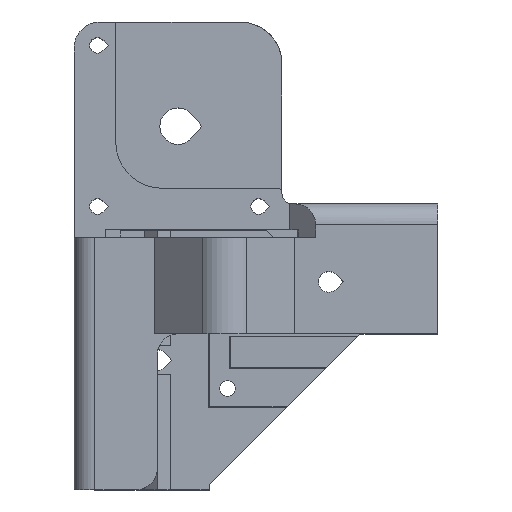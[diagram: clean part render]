
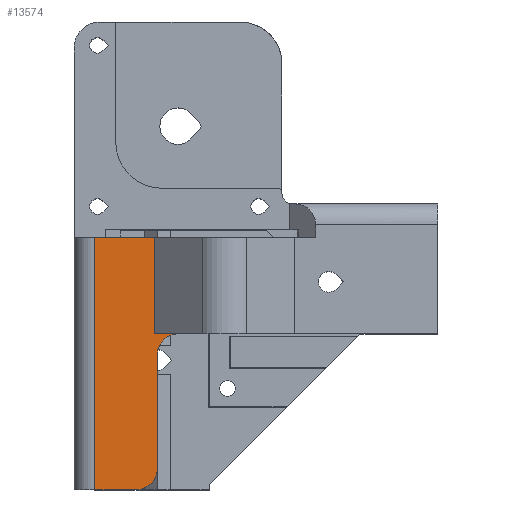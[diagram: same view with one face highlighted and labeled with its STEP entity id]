
A CAD part, top view. The second image highlights one B-rep face of the part: STEP entity #13574.
In plain terms, the highlighted planar face has unit normal (0, 0, 1).
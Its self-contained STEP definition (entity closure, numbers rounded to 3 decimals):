
#1264 = PLANE('',#1265);
#1265 = AXIS2_PLACEMENT_3D('',#1266,#1267,#1268);
#1266 = CARTESIAN_POINT('',(23.196,-40.,-6.966));
#1267 = DIRECTION('',(0.,-1.,0.));
#1268 = DIRECTION('',(-1.,0.,0.));
#1316 = CYLINDRICAL_SURFACE('',#1317,4.);
#1317 = AXIS2_PLACEMENT_3D('',#1318,#1319,#1320);
#1318 = CARTESIAN_POINT('',(0.,-44.,5.));
#1319 = DIRECTION('',(0.,0.,-1.));
#1320 = DIRECTION('',(-1.,-0.,-0.));
#1344 = PLANE('',#1345);
#1345 = AXIS2_PLACEMENT_3D('',#1346,#1347,#1348);
#1346 = CARTESIAN_POINT('',(-4.,-82.086,5.));
#1347 = DIRECTION('',(-1.,-0.,-0.));
#1348 = DIRECTION('',(0.,-1.,0.));
#1373 = CYLINDRICAL_SURFACE('',#1374,4.);
#1374 = AXIS2_PLACEMENT_3D('',#1375,#1376,#1377);
#1375 = CARTESIAN_POINT('',(-8.,-66.,5.));
#1376 = DIRECTION('',(-0.,-0.,-1.));
#1377 = DIRECTION('',(-0.,-1.,-0.));
#1401 = PLANE('',#1402);
#1402 = AXIS2_PLACEMENT_3D('',#1403,#1404,#1405);
#1403 = CARTESIAN_POINT('',(6.,-70.,-25.));
#1404 = DIRECTION('',(0.,1.,0.));
#1405 = DIRECTION('',(1.,0.,0.));
#1452 = PLANE('',#1453);
#1453 = AXIS2_PLACEMENT_3D('',#1454,#1455,#1456);
#1454 = CARTESIAN_POINT('',(3.423,-21.5,4.789));
#1455 = DIRECTION('',(0.,1.,0.));
#1456 = DIRECTION('',(0.,0.,-1.));
#6161 = VERTEX_POINT('',#6162);
#6162 = CARTESIAN_POINT('',(-4.485,-21.5,5.));
#6176 = PLANE('',#6177);
#6177 = AXIS2_PLACEMENT_3D('',#6178,#6179,#6180);
#6178 = CARTESIAN_POINT('',(-7.527,-40.,1.958));
#6179 = DIRECTION('',(-0.707,0.,0.707)
  );
#6180 = DIRECTION('',(-0.707,0.,
    -0.707));
#6188 = EDGE_CURVE('',#6161,#6189,#6191,.T.);
#6189 = VERTEX_POINT('',#6190);
#6190 = CARTESIAN_POINT('',(-16.,-21.5,5.));
#6191 = SURFACE_CURVE('',#6192,(#6196,#6203),.PCURVE_S1.);
#6192 = LINE('',#6193,#6194);
#6193 = CARTESIAN_POINT('',(35.75,-21.5,5.));
#6194 = VECTOR('',#6195,1.);
#6195 = DIRECTION('',(-1.,-0.,-0.));
#6196 = PCURVE('',#1452,#6197);
#6197 = DEFINITIONAL_REPRESENTATION('',(#6198),#6202);
#6198 = LINE('',#6199,#6200);
#6199 = CARTESIAN_POINT('',(-0.211,-32.327));
#6200 = VECTOR('',#6201,1.);
#6201 = DIRECTION('',(-0.,1.));
#6202 = ( GEOMETRIC_REPRESENTATION_CONTEXT(2) 
PARAMETRIC_REPRESENTATION_CONTEXT() REPRESENTATION_CONTEXT('2D SPACE',''
  ) );
#6203 = PCURVE('',#6204,#6209);
#6204 = PLANE('',#6205);
#6205 = AXIS2_PLACEMENT_3D('',#6206,#6207,#6208);
#6206 = CARTESIAN_POINT('',(50.,-15.,5.));
#6207 = DIRECTION('',(-0.,-0.,-1.));
#6208 = DIRECTION('',(-1.,0.,0.));
#6209 = DEFINITIONAL_REPRESENTATION('',(#6210),#6214);
#6210 = LINE('',#6211,#6212);
#6211 = CARTESIAN_POINT('',(14.25,-6.5));
#6212 = VECTOR('',#6213,1.);
#6213 = DIRECTION('',(1.,-0.));
#6214 = ( GEOMETRIC_REPRESENTATION_CONTEXT(2) 
PARAMETRIC_REPRESENTATION_CONTEXT() REPRESENTATION_CONTEXT('2D SPACE',''
  ) );
#6237 = CYLINDRICAL_SURFACE('',#6238,4.);
#6238 = AXIS2_PLACEMENT_3D('',#6239,#6240,#6241);
#6239 = CARTESIAN_POINT('',(-16.,-70.,1.));
#6240 = DIRECTION('',(0.,1.,0.));
#6241 = DIRECTION('',(-1.,-0.,-0.));
#6309 = VERTEX_POINT('',#6310);
#6310 = CARTESIAN_POINT('',(-8.,-70.,5.));
#6331 = EDGE_CURVE('',#6309,#6332,#6334,.T.);
#6332 = VERTEX_POINT('',#6333);
#6333 = CARTESIAN_POINT('',(-16.,-70.,5.));
#6334 = SURFACE_CURVE('',#6335,(#6339,#6346),.PCURVE_S1.);
#6335 = LINE('',#6336,#6337);
#6336 = CARTESIAN_POINT('',(6.,-70.,5.));
#6337 = VECTOR('',#6338,1.);
#6338 = DIRECTION('',(-1.,-0.,-0.));
#6339 = PCURVE('',#1401,#6340);
#6340 = DEFINITIONAL_REPRESENTATION('',(#6341),#6345);
#6341 = LINE('',#6342,#6343);
#6342 = CARTESIAN_POINT('',(-0.,-30.));
#6343 = VECTOR('',#6344,1.);
#6344 = DIRECTION('',(-1.,0.));
#6345 = ( GEOMETRIC_REPRESENTATION_CONTEXT(2) 
PARAMETRIC_REPRESENTATION_CONTEXT() REPRESENTATION_CONTEXT('2D SPACE',''
  ) );
#6346 = PCURVE('',#6204,#6347);
#6347 = DEFINITIONAL_REPRESENTATION('',(#6348),#6352);
#6348 = LINE('',#6349,#6350);
#6349 = CARTESIAN_POINT('',(44.,-55.));
#6350 = VECTOR('',#6351,1.);
#6351 = DIRECTION('',(1.,-0.));
#6352 = ( GEOMETRIC_REPRESENTATION_CONTEXT(2) 
PARAMETRIC_REPRESENTATION_CONTEXT() REPRESENTATION_CONTEXT('2D SPACE',''
  ) );
#6603 = EDGE_CURVE('',#6309,#6604,#6606,.T.);
#6604 = VERTEX_POINT('',#6605);
#6605 = CARTESIAN_POINT('',(-4.,-66.,5.));
#6606 = SURFACE_CURVE('',#6607,(#6612,#6619),.PCURVE_S1.);
#6607 = CIRCLE('',#6608,4.);
#6608 = AXIS2_PLACEMENT_3D('',#6609,#6610,#6611);
#6609 = CARTESIAN_POINT('',(-8.,-66.,5.));
#6610 = DIRECTION('',(0.,0.,1.));
#6611 = DIRECTION('',(0.,1.,0.));
#6612 = PCURVE('',#1373,#6613);
#6613 = DEFINITIONAL_REPRESENTATION('',(#6614),#6618);
#6614 = LINE('',#6615,#6616);
#6615 = CARTESIAN_POINT('',(3.142,-0.));
#6616 = VECTOR('',#6617,1.);
#6617 = DIRECTION('',(-1.,0.));
#6618 = ( GEOMETRIC_REPRESENTATION_CONTEXT(2) 
PARAMETRIC_REPRESENTATION_CONTEXT() REPRESENTATION_CONTEXT('2D SPACE',''
  ) );
#6619 = PCURVE('',#6204,#6620);
#6620 = DEFINITIONAL_REPRESENTATION('',(#6621),#6629);
#6621 = ( BOUNDED_CURVE() B_SPLINE_CURVE(2,(#6622,#6623,#6624,#6625,
#6626,#6627,#6628),.UNSPECIFIED.,.F.,.F.) B_SPLINE_CURVE_WITH_KNOTS((1,2
    ,2,2,2,1),(-2.094,0.,2.094,4.189,
6.283,8.378),.UNSPECIFIED.) CURVE() 
GEOMETRIC_REPRESENTATION_ITEM() RATIONAL_B_SPLINE_CURVE((1.,0.5,1.,0.5,
1.,0.5,1.)) REPRESENTATION_ITEM('') );
#6622 = CARTESIAN_POINT('',(58.,-47.));
#6623 = CARTESIAN_POINT('',(64.928,-47.));
#6624 = CARTESIAN_POINT('',(61.464,-53.));
#6625 = CARTESIAN_POINT('',(58.,-59.));
#6626 = CARTESIAN_POINT('',(54.536,-53.));
#6627 = CARTESIAN_POINT('',(51.072,-47.));
#6628 = CARTESIAN_POINT('',(58.,-47.));
#6629 = ( GEOMETRIC_REPRESENTATION_CONTEXT(2) 
PARAMETRIC_REPRESENTATION_CONTEXT() REPRESENTATION_CONTEXT('2D SPACE',''
  ) );
#6656 = EDGE_CURVE('',#6604,#6657,#6659,.T.);
#6657 = VERTEX_POINT('',#6658);
#6658 = CARTESIAN_POINT('',(-4.,-44.,5.));
#6659 = SURFACE_CURVE('',#6660,(#6664,#6671),.PCURVE_S1.);
#6660 = LINE('',#6661,#6662);
#6661 = CARTESIAN_POINT('',(-4.,-82.086,5.));
#6662 = VECTOR('',#6663,1.);
#6663 = DIRECTION('',(0.,1.,0.));
#6664 = PCURVE('',#1344,#6665);
#6665 = DEFINITIONAL_REPRESENTATION('',(#6666),#6670);
#6666 = LINE('',#6667,#6668);
#6667 = CARTESIAN_POINT('',(-0.,0.));
#6668 = VECTOR('',#6669,1.);
#6669 = DIRECTION('',(-1.,0.));
#6670 = ( GEOMETRIC_REPRESENTATION_CONTEXT(2) 
PARAMETRIC_REPRESENTATION_CONTEXT() REPRESENTATION_CONTEXT('2D SPACE',''
  ) );
#6671 = PCURVE('',#6204,#6672);
#6672 = DEFINITIONAL_REPRESENTATION('',(#6673),#6677);
#6673 = LINE('',#6674,#6675);
#6674 = CARTESIAN_POINT('',(54.,-67.086));
#6675 = VECTOR('',#6676,1.);
#6676 = DIRECTION('',(-0.,1.));
#6677 = ( GEOMETRIC_REPRESENTATION_CONTEXT(2) 
PARAMETRIC_REPRESENTATION_CONTEXT() REPRESENTATION_CONTEXT('2D SPACE',''
  ) );
#6706 = EDGE_CURVE('',#6657,#6707,#6709,.T.);
#6707 = VERTEX_POINT('',#6708);
#6708 = CARTESIAN_POINT('',(0.,-40.,5.));
#6709 = SURFACE_CURVE('',#6710,(#6715,#6722),.PCURVE_S1.);
#6710 = CIRCLE('',#6711,4.);
#6711 = AXIS2_PLACEMENT_3D('',#6712,#6713,#6714);
#6712 = CARTESIAN_POINT('',(0.,-44.,5.));
#6713 = DIRECTION('',(0.,0.,-1.));
#6714 = DIRECTION('',(0.,1.,0.));
#6715 = PCURVE('',#1316,#6716);
#6716 = DEFINITIONAL_REPRESENTATION('',(#6717),#6721);
#6717 = LINE('',#6718,#6719);
#6718 = CARTESIAN_POINT('',(-4.712,0.));
#6719 = VECTOR('',#6720,1.);
#6720 = DIRECTION('',(1.,0.));
#6721 = ( GEOMETRIC_REPRESENTATION_CONTEXT(2) 
PARAMETRIC_REPRESENTATION_CONTEXT() REPRESENTATION_CONTEXT('2D SPACE',''
  ) );
#6722 = PCURVE('',#6204,#6723);
#6723 = DEFINITIONAL_REPRESENTATION('',(#6724),#6728);
#6724 = CIRCLE('',#6725,4.);
#6725 = AXIS2_PLACEMENT_2D('',#6726,#6727);
#6726 = CARTESIAN_POINT('',(50.,-29.));
#6727 = DIRECTION('',(-0.,1.));
#6728 = ( GEOMETRIC_REPRESENTATION_CONTEXT(2) 
PARAMETRIC_REPRESENTATION_CONTEXT() REPRESENTATION_CONTEXT('2D SPACE',''
  ) );
#6755 = EDGE_CURVE('',#6756,#6707,#6758,.T.);
#6756 = VERTEX_POINT('',#6757);
#6757 = CARTESIAN_POINT('',(-4.485,-40.,5.));
#6758 = SURFACE_CURVE('',#6759,(#6763,#6770),.PCURVE_S1.);
#6759 = LINE('',#6760,#6761);
#6760 = CARTESIAN_POINT('',(29.5,-40.,5.));
#6761 = VECTOR('',#6762,1.);
#6762 = DIRECTION('',(1.,0.,0.));
#6763 = PCURVE('',#1264,#6764);
#6764 = DEFINITIONAL_REPRESENTATION('',(#6765),#6769);
#6765 = LINE('',#6766,#6767);
#6766 = CARTESIAN_POINT('',(-6.304,-11.966));
#6767 = VECTOR('',#6768,1.);
#6768 = DIRECTION('',(-1.,0.));
#6769 = ( GEOMETRIC_REPRESENTATION_CONTEXT(2) 
PARAMETRIC_REPRESENTATION_CONTEXT() REPRESENTATION_CONTEXT('2D SPACE',''
  ) );
#6770 = PCURVE('',#6204,#6771);
#6771 = DEFINITIONAL_REPRESENTATION('',(#6772),#6776);
#6772 = LINE('',#6773,#6774);
#6773 = CARTESIAN_POINT('',(20.5,-25.));
#6774 = VECTOR('',#6775,1.);
#6775 = DIRECTION('',(-1.,0.));
#6776 = ( GEOMETRIC_REPRESENTATION_CONTEXT(2) 
PARAMETRIC_REPRESENTATION_CONTEXT() REPRESENTATION_CONTEXT('2D SPACE',''
  ) );
#13552 = EDGE_CURVE('',#6161,#6756,#13553,.T.);
#13553 = SURFACE_CURVE('',#13554,(#13558,#13565),.PCURVE_S1.);
#13554 = LINE('',#13555,#13556);
#13555 = CARTESIAN_POINT('',(-4.485,-27.5,5.));
#13556 = VECTOR('',#13557,1.);
#13557 = DIRECTION('',(0.,-1.,-0.));
#13558 = PCURVE('',#6176,#13559);
#13559 = DEFINITIONAL_REPRESENTATION('',(#13560),#13564);
#13560 = LINE('',#13561,#13562);
#13561 = CARTESIAN_POINT('',(-4.302,-12.5));
#13562 = VECTOR('',#13563,1.);
#13563 = DIRECTION('',(0.,1.));
#13564 = ( GEOMETRIC_REPRESENTATION_CONTEXT(2) 
PARAMETRIC_REPRESENTATION_CONTEXT() REPRESENTATION_CONTEXT('2D SPACE',''
  ) );
#13565 = PCURVE('',#6204,#13566);
#13566 = DEFINITIONAL_REPRESENTATION('',(#13567),#13571);
#13567 = LINE('',#13568,#13569);
#13568 = CARTESIAN_POINT('',(54.485,-12.5));
#13569 = VECTOR('',#13570,1.);
#13570 = DIRECTION('',(0.,-1.));
#13571 = ( GEOMETRIC_REPRESENTATION_CONTEXT(2) 
PARAMETRIC_REPRESENTATION_CONTEXT() REPRESENTATION_CONTEXT('2D SPACE',''
  ) );
#13574 = ADVANCED_FACE('',(#13575),#6204,.F.);
#13575 = FACE_BOUND('',#13576,.T.);
#13576 = EDGE_LOOP('',(#13577,#13578,#13579,#13580,#13581,#13582,#13603,
    #13604));
#13577 = ORIENTED_EDGE('',*,*,#6656,.T.);
#13578 = ORIENTED_EDGE('',*,*,#6706,.T.);
#13579 = ORIENTED_EDGE('',*,*,#6755,.F.);
#13580 = ORIENTED_EDGE('',*,*,#13552,.F.);
#13581 = ORIENTED_EDGE('',*,*,#6188,.T.);
#13582 = ORIENTED_EDGE('',*,*,#13583,.F.);
#13583 = EDGE_CURVE('',#6332,#6189,#13584,.T.);
#13584 = SURFACE_CURVE('',#13585,(#13589,#13596),.PCURVE_S1.);
#13585 = LINE('',#13586,#13587);
#13586 = CARTESIAN_POINT('',(-16.,-70.,5.));
#13587 = VECTOR('',#13588,1.);
#13588 = DIRECTION('',(0.,1.,0.));
#13589 = PCURVE('',#6204,#13590);
#13590 = DEFINITIONAL_REPRESENTATION('',(#13591),#13595);
#13591 = LINE('',#13592,#13593);
#13592 = CARTESIAN_POINT('',(66.,-55.));
#13593 = VECTOR('',#13594,1.);
#13594 = DIRECTION('',(-0.,1.));
#13595 = ( GEOMETRIC_REPRESENTATION_CONTEXT(2) 
PARAMETRIC_REPRESENTATION_CONTEXT() REPRESENTATION_CONTEXT('2D SPACE',''
  ) );
#13596 = PCURVE('',#6237,#13597);
#13597 = DEFINITIONAL_REPRESENTATION('',(#13598),#13602);
#13598 = LINE('',#13599,#13600);
#13599 = CARTESIAN_POINT('',(1.571,0.));
#13600 = VECTOR('',#13601,1.);
#13601 = DIRECTION('',(0.,1.));
#13602 = ( GEOMETRIC_REPRESENTATION_CONTEXT(2) 
PARAMETRIC_REPRESENTATION_CONTEXT() REPRESENTATION_CONTEXT('2D SPACE',''
  ) );
#13603 = ORIENTED_EDGE('',*,*,#6331,.F.);
#13604 = ORIENTED_EDGE('',*,*,#6603,.T.);
